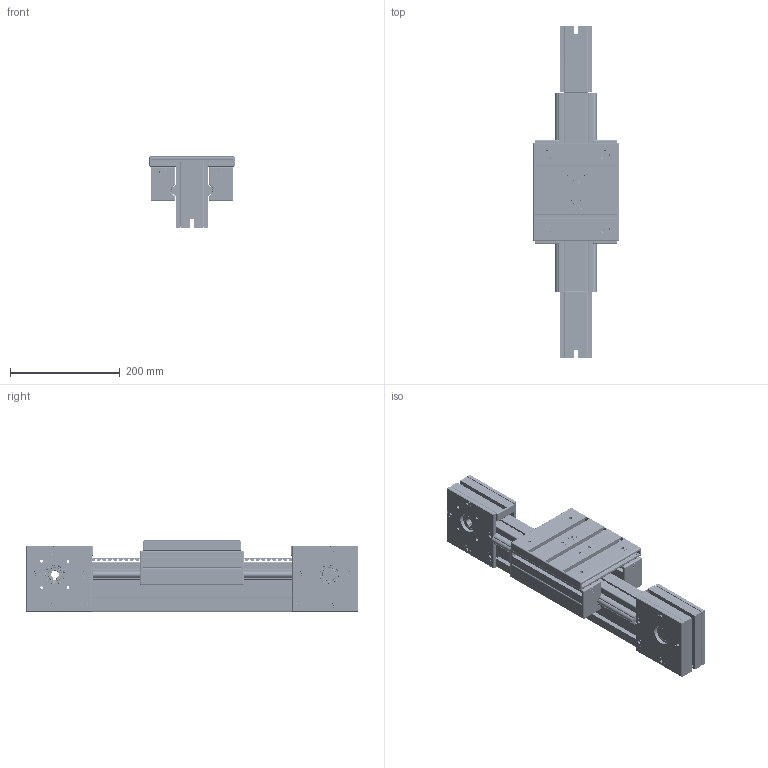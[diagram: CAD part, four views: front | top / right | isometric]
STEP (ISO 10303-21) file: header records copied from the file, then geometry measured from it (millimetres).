
FILE_DESCRIPTION(/* description */ ('Šroub DIN 7991'),/* implementation_level */ '2;1');
FILE_NAME(/* name */ '810016.stp',/* time_stamp */ '2014-02-10T08:55:40+01:00',/* author */ ('AlutecK&K'),/* organization */ (''),/* preprocessor_version */ 'ST-DEVELOPER v15.2',/* originating_system */ 'Autodesk Inventor 2014',/* authorisation */ '');
FILE_SCHEMA (('AUTOMOTIVE_DESIGN { 1 0 10303 214 3 1 1 }'));
Products named in the file (45): 200835.4; 200660-1; 200620; 210825; 210600; 221180; 321309-LV; 801204; 801205; 801235; 801231-32; 801232-32; 801845-01; 801845-02; 801845-04; VAL16; NAP16-I; NAP16-II; NAP16; 801845; 200820.4; 210800; 221845_1; 804516-01M; 804516-02M; 804516-03; 804516-04; 804516-05; DIN 625 SKF - SKF 6005-2RS1; Rem16AT10_14; Krouzek_16AT10-R; 804516M; 804516-01; 804516-02; Rem16AT10_14_plna; Rem18_16AT10-R_KR; 804516H; 810016_801016_001; 810016_104590L_001; 810016_801200_001 ...
Bounding box: 156 x 605 x 129.45 mm (x, y, z)
Volume: 2430632.5 mm3; surface area: 1388074.6 mm2
Topology: 252 solids, 252 shells, 5894 faces, 15132 edges, 9548 vertices
Faces by surface type: plane 3093, cylinder 2273, cone 202, torus 184, sphere 130, bspline 12
Full cylindrical faces by diameter (mm): 4.917 x4, 5.2 x8, 6 x4, 6.4 x4, 6.647 x32, 7.5 x4, 8 x38, 8.2 x4, 8.4 x24, 10 x4, 11 x2, 11.4 x4, 12 x10, 13 x6, 13.5 x6, 15 x2, 16 x28, 16.5 x20, 18 x8, 18.4 x8, 24 x8, 25 x8, 32 x4, 32.04 x8, 35 x8, 36 x4, 39.96 x8, 47 x16, 60 x4
Entity records: 70477 total; most frequent: CARTESIAN_POINT 15861, DIRECTION 11683, ORIENTED_EDGE 10494, EDGE_CURVE 5215, AXIS2_PLACEMENT_3D 4316, VERTEX_POINT 3445, LINE 3051, VECTOR 3051
